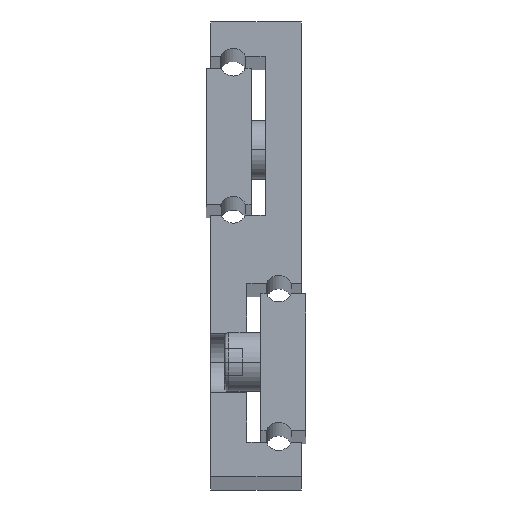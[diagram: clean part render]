
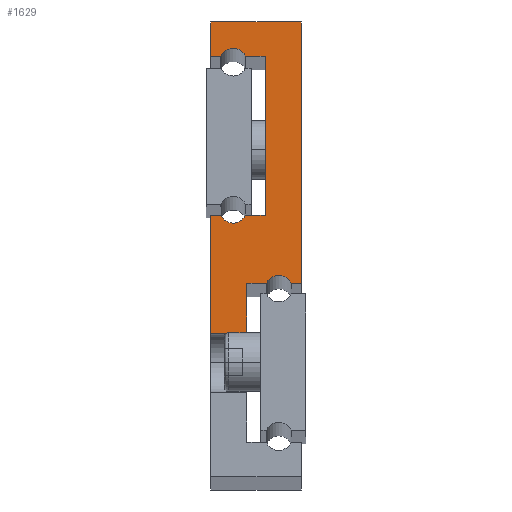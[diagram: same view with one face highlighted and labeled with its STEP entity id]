
A CAD part, top view. The second image highlights one B-rep face of the part: STEP entity #1629.
In plain terms, the highlighted planar face has unit normal (0, 0, 1).
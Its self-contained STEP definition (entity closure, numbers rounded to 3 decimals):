
#3 = ORIENTED_EDGE ( 'NONE', *, *, #876, .T. ) ;
#13 = EDGE_CURVE ( 'NONE', #463, #769, #223, .T. ) ;
#25 = VERTEX_POINT ( 'NONE', #207 ) ;
#27 = VECTOR ( 'NONE', #2115, 1000. ) ;
#54 = CARTESIAN_POINT ( 'NONE',  ( 17.727, 42.5, 850. ) ) ;
#68 = DIRECTION ( 'NONE',  ( 0., 0., -1. ) ) ;
#77 = DIRECTION ( 'NONE',  ( -1., 0., 0. ) ) ;
#81 = LINE ( 'NONE', #778, #1719 ) ;
#114 = VERTEX_POINT ( 'NONE', #1969 ) ;
#131 = LINE ( 'NONE', #2144, #1034 ) ;
#137 = ORIENTED_EDGE ( 'NONE', *, *, #626, .T. ) ;
#165 = CARTESIAN_POINT ( 'NONE',  ( 0., 57.5, 850. ) ) ;
#189 = VECTOR ( 'NONE', #1057, 1000. ) ;
#207 = CARTESIAN_POINT ( 'NONE',  ( 7.727, 57.5, 850. ) ) ;
#223 = LINE ( 'NONE', #890, #514 ) ;
#229 = CARTESIAN_POINT ( 'NONE',  ( 12., 57.5, 850. ) ) ;
#233 = VECTOR ( 'NONE', #1356, 1000. ) ;
#265 = EDGE_CURVE ( 'NONE', #2131, #1555, #312, .T. ) ;
#270 = AXIS2_PLACEMENT_3D ( 'NONE', #441, #412, #77 ) ;
#296 = EDGE_CURVE ( 'NONE', #114, #2149, #1210, .T. ) ;
#308 = AXIS2_PLACEMENT_3D ( 'NONE', #1165, #662, #1656 ) ;
#312 = LINE ( 'NONE', #1003, #895 ) ;
#321 = EDGE_LOOP ( 'NONE', ( #1019, #587, #653, #2029, #137, #506, #1309, #1840, #1947, #386, #1514, #1647, #2043, #551, #454, #3 ) ) ;
#346 = DIRECTION ( 'NONE',  ( 0., 0., -1. ) ) ;
#355 = CARTESIAN_POINT ( 'NONE',  ( 0., 31.5, 850. ) ) ;
#381 = EDGE_CURVE ( 'NONE', #516, #1817, #1958, .T. ) ;
#386 = ORIENTED_EDGE ( 'NONE', *, *, #1028, .T. ) ;
#404 = CARTESIAN_POINT ( 'NONE',  ( 8., 31.5, 850. ) ) ;
#411 = CARTESIAN_POINT ( 'NONE',  ( 7.727, 92.5, 850. ) ) ;
#412 = DIRECTION ( 'NONE',  ( 0., 0., -1. ) ) ;
#441 = CARTESIAN_POINT ( 'NONE',  ( 5., 58.75, 850. ) ) ;
#446 = VERTEX_POINT ( 'NONE', #567 ) ;
#454 = ORIENTED_EDGE ( 'NONE', *, *, #1690, .T. ) ;
#463 = VERTEX_POINT ( 'NONE', #54 ) ;
#472 = VECTOR ( 'NONE', #540, 1000. ) ;
#506 = ORIENTED_EDGE ( 'NONE', *, *, #13, .T. ) ;
#514 = VECTOR ( 'NONE', #924, 1000. ) ;
#516 = VERTEX_POINT ( 'NONE', #1333 ) ;
#529 = EDGE_CURVE ( 'NONE', #1231, #516, #131, .T. ) ;
#540 = DIRECTION ( 'NONE',  ( 1., 0., 0. ) ) ;
#551 = ORIENTED_EDGE ( 'NONE', *, *, #1262, .T. ) ;
#567 = CARTESIAN_POINT ( 'NONE',  ( 12., 92.5, 850. ) ) ;
#576 = CARTESIAN_POINT ( 'NONE',  ( 0., 92.5, 850. ) ) ;
#587 = ORIENTED_EDGE ( 'NONE', *, *, #1919, .T. ) ;
#626 = EDGE_CURVE ( 'NONE', #1817, #463, #897, .T. ) ;
#635 = DIRECTION ( 'NONE',  ( -1., 0., 0. ) ) ;
#643 = CARTESIAN_POINT ( 'NONE',  ( 20., 100., 850. ) ) ;
#653 = ORIENTED_EDGE ( 'NONE', *, *, #529, .T. ) ;
#661 = VECTOR ( 'NONE', #1468, 1000. ) ;
#662 = DIRECTION ( 'NONE',  ( 0., 0., -1. ) ) ;
#707 = LINE ( 'NONE', #2061, #472 ) ;
#769 = VERTEX_POINT ( 'NONE', #1060 ) ;
#778 = CARTESIAN_POINT ( 'NONE',  ( 7.727, 57.5, 850. ) ) ;
#780 = VECTOR ( 'NONE', #1025, 1000. ) ;
#796 = CARTESIAN_POINT ( 'NONE',  ( 7.727, 92.5, 850. ) ) ;
#831 = VERTEX_POINT ( 'NONE', #576 ) ;
#838 = LINE ( 'NONE', #2007, #233 ) ;
#839 = DIRECTION ( 'NONE',  ( -1., 0., 0. ) ) ;
#876 = EDGE_CURVE ( 'NONE', #1978, #976, #1617, .T. ) ;
#890 = CARTESIAN_POINT ( 'NONE',  ( 20., 42.5, 850. ) ) ;
#895 = VECTOR ( 'NONE', #839, 1000. ) ;
#897 = CIRCLE ( 'NONE', #2020, 3. ) ;
#924 = DIRECTION ( 'NONE',  ( 1., 0., 0. ) ) ;
#934 = CARTESIAN_POINT ( 'NONE',  ( 5., 58.75, 850. ) ) ;
#976 = VERTEX_POINT ( 'NONE', #165 ) ;
#1003 = CARTESIAN_POINT ( 'NONE',  ( 20., 100., 850. ) ) ;
#1015 = LINE ( 'NONE', #2212, #780 ) ;
#1019 = ORIENTED_EDGE ( 'NONE', *, *, #2218, .T. ) ;
#1025 = DIRECTION ( 'NONE',  ( 0., -1., 0. ) ) ;
#1028 = EDGE_CURVE ( 'NONE', #831, #114, #707, .T. ) ;
#1034 = VECTOR ( 'NONE', #1994, 1000. ) ;
#1057 = DIRECTION ( 'NONE',  ( 0., -1., 0. ) ) ;
#1060 = CARTESIAN_POINT ( 'NONE',  ( 20., 42.5, 850. ) ) ;
#1071 = VERTEX_POINT ( 'NONE', #355 ) ;
#1088 = FACE_OUTER_BOUND ( 'NONE', #321, .T. ) ;
#1149 = LINE ( 'NONE', #2116, #1305 ) ;
#1158 = CARTESIAN_POINT ( 'NONE',  ( 0., 57.5, 850. ) ) ;
#1165 = CARTESIAN_POINT ( 'NONE',  ( 5., 91.25, 850. ) ) ;
#1192 = EDGE_CURVE ( 'NONE', #1555, #831, #1415, .T. ) ;
#1210 = CIRCLE ( 'NONE', #308, 3. ) ;
#1231 = VERTEX_POINT ( 'NONE', #404 ) ;
#1235 = CARTESIAN_POINT ( 'NONE',  ( 20., 100., 850. ) ) ;
#1240 = CARTESIAN_POINT ( 'NONE',  ( 0., 100., 850. ) ) ;
#1262 = EDGE_CURVE ( 'NONE', #1992, #25, #81, .T. ) ;
#1279 = LINE ( 'NONE', #796, #661 ) ;
#1305 = VECTOR ( 'NONE', #1586, 1000. ) ;
#1309 = ORIENTED_EDGE ( 'NONE', *, *, #2105, .T. ) ;
#1318 = AXIS2_PLACEMENT_3D ( 'NONE', #934, #68, #1423 ) ;
#1333 = CARTESIAN_POINT ( 'NONE',  ( 8., 42.5, 850. ) ) ;
#1356 = DIRECTION ( 'NONE',  ( 1., 0., 0. ) ) ;
#1372 = EDGE_CURVE ( 'NONE', #446, #1992, #1015, .T. ) ;
#1374 = CARTESIAN_POINT ( 'NONE',  ( 15., 41.25, 850. ) ) ;
#1378 = PLANE ( 'NONE',  #1318 ) ;
#1415 = LINE ( 'NONE', #1240, #189 ) ;
#1423 = DIRECTION ( 'NONE',  ( -1., 0., 0. ) ) ;
#1440 = CIRCLE ( 'NONE', #270, 3. ) ;
#1468 = DIRECTION ( 'NONE',  ( 1., 0., 0. ) ) ;
#1507 = DIRECTION ( 'NONE',  ( -1., 0., 0. ) ) ;
#1514 = ORIENTED_EDGE ( 'NONE', *, *, #296, .T. ) ;
#1555 = VERTEX_POINT ( 'NONE', #1577 ) ;
#1577 = CARTESIAN_POINT ( 'NONE',  ( 0., 100., 850. ) ) ;
#1584 = CARTESIAN_POINT ( 'NONE',  ( 12.273, 42.5, 850. ) ) ;
#1586 = DIRECTION ( 'NONE',  ( 0., -1., 0. ) ) ;
#1617 = LINE ( 'NONE', #1158, #2057 ) ;
#1629 = ADVANCED_FACE ( 'NONE', ( #1088 ), #1378, .F. ) ;
#1647 = ORIENTED_EDGE ( 'NONE', *, *, #1725, .T. ) ;
#1656 = DIRECTION ( 'NONE',  ( 1., 0., 0. ) ) ;
#1690 = EDGE_CURVE ( 'NONE', #25, #1978, #1440, .T. ) ;
#1694 = CARTESIAN_POINT ( 'NONE',  ( 12.273, 42.5, 850. ) ) ;
#1719 = VECTOR ( 'NONE', #2170, 1000. ) ;
#1725 = EDGE_CURVE ( 'NONE', #2149, #446, #1279, .T. ) ;
#1817 = VERTEX_POINT ( 'NONE', #1694 ) ;
#1840 = ORIENTED_EDGE ( 'NONE', *, *, #265, .T. ) ;
#1902 = DIRECTION ( 'NONE',  ( 0., 1., 0. ) ) ;
#1910 = VECTOR ( 'NONE', #1902, 1000. ) ;
#1919 = EDGE_CURVE ( 'NONE', #1071, #1231, #838, .T. ) ;
#1947 = ORIENTED_EDGE ( 'NONE', *, *, #1192, .T. ) ;
#1958 = LINE ( 'NONE', #1584, #27 ) ;
#1969 = CARTESIAN_POINT ( 'NONE',  ( 2.273, 92.5, 850. ) ) ;
#1978 = VERTEX_POINT ( 'NONE', #2092 ) ;
#1992 = VERTEX_POINT ( 'NONE', #229 ) ;
#1994 = DIRECTION ( 'NONE',  ( 0., 1., 0. ) ) ;
#2007 = CARTESIAN_POINT ( 'NONE',  ( 0., 31.5, 850. ) ) ;
#2020 = AXIS2_PLACEMENT_3D ( 'NONE', #1374, #346, #1507 ) ;
#2029 = ORIENTED_EDGE ( 'NONE', *, *, #381, .T. ) ;
#2043 = ORIENTED_EDGE ( 'NONE', *, *, #1372, .T. ) ;
#2057 = VECTOR ( 'NONE', #635, 1000. ) ;
#2061 = CARTESIAN_POINT ( 'NONE',  ( 0., 92.5, 850. ) ) ;
#2080 = LINE ( 'NONE', #1235, #1910 ) ;
#2092 = CARTESIAN_POINT ( 'NONE',  ( 2.273, 57.5, 850. ) ) ;
#2105 = EDGE_CURVE ( 'NONE', #769, #2131, #2080, .T. ) ;
#2115 = DIRECTION ( 'NONE',  ( 1., 0., 0. ) ) ;
#2116 = CARTESIAN_POINT ( 'NONE',  ( 0., 0., 850. ) ) ;
#2131 = VERTEX_POINT ( 'NONE', #643 ) ;
#2144 = CARTESIAN_POINT ( 'NONE',  ( 8., 7.5, 850. ) ) ;
#2149 = VERTEX_POINT ( 'NONE', #411 ) ;
#2170 = DIRECTION ( 'NONE',  ( -1., 0., 0. ) ) ;
#2212 = CARTESIAN_POINT ( 'NONE',  ( 12., 92.5, 850. ) ) ;
#2218 = EDGE_CURVE ( 'NONE', #976, #1071, #1149, .T. ) ;
